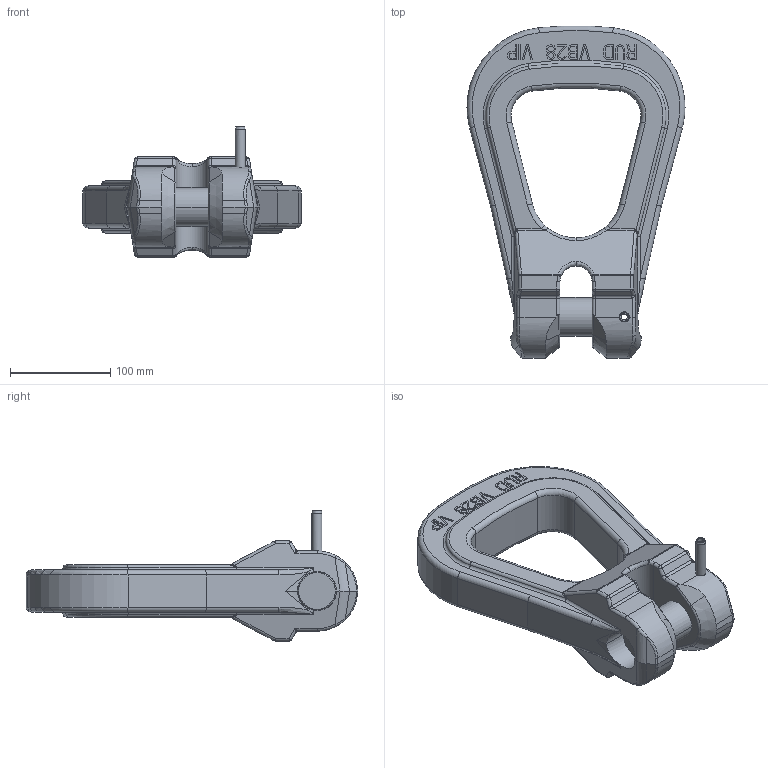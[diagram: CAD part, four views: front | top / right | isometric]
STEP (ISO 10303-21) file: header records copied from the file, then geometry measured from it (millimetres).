
FILE_DESCRIPTION((''),'2;1');
FILE_NAME('001-M34054-P99','2011-04-12T',('Buehler'),(''),'PRO/ENGINEER BY PARAMETRIC TECHNOLOGY CORPORATION, 2010140','PRO/ENGINEER BY PARAMETRIC TECHNOLOGY CORPORATION, 2010140','');
FILE_SCHEMA(('CONFIG_CONTROL_DESIGN'));
Length unit declared in the file: millimetre
Products named in the file (1): 001-M34054-P99
Bounding box: 217.91 x 331.79 x 130 mm (x, y, z)
Volume: 2068565 mm3; surface area: 168654 mm2
Topology: 1 solids, 1 shells, 544 faces, 1417 edges, 888 vertices
Faces by surface type: plane 318, cylinder 104, bspline 52, torus 42, sphere 20, cone 8
Entity records: 19949 total; most frequent: CARTESIAN_POINT 7020, ORIENTED_EDGE 2834, DIRECTION 2447, EDGE_CURVE 1417, VECTOR 981, LINE 981, VERTEX_POINT 888, AXIS2_PLACEMENT_3D 733
